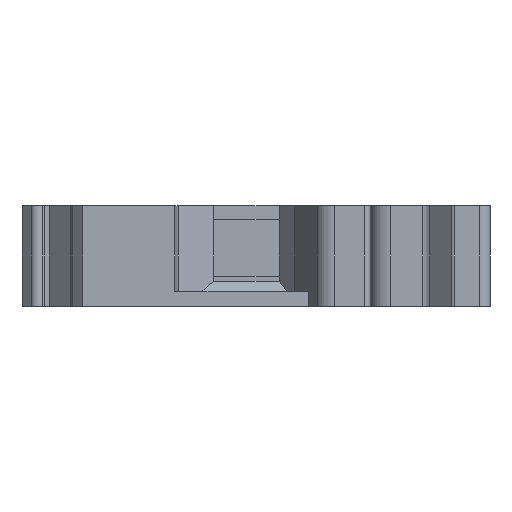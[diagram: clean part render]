
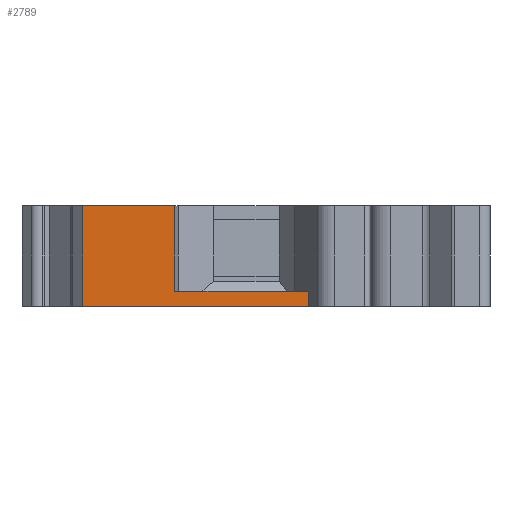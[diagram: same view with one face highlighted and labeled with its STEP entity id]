
A CAD part, left-side view. The second image highlights one B-rep face of the part: STEP entity #2789.
In plain terms, the highlighted planar face has unit normal (-1, 0, 0).
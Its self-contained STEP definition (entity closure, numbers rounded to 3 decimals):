
#326=ORIENTED_EDGE('',*,*,#1012,.F.);
#327=ORIENTED_EDGE('',*,*,#1142,.T.);
#328=ORIENTED_EDGE('',*,*,#1143,.F.);
#329=ORIENTED_EDGE('',*,*,#1144,.F.);
#330=ORIENTED_EDGE('',*,*,#1129,.T.);
#331=ORIENTED_EDGE('',*,*,#1145,.T.);
#1012=EDGE_CURVE('',#1429,#1430,#1704,.T.);
#1129=EDGE_CURVE('',#1535,#1534,#1789,.T.);
#1142=EDGE_CURVE('',#1429,#1546,#1800,.T.);
#1143=EDGE_CURVE('',#1547,#1546,#1801,.T.);
#1144=EDGE_CURVE('',#1535,#1547,#1802,.T.);
#1145=EDGE_CURVE('',#1534,#1430,#1803,.T.);
#1429=VERTEX_POINT('',#4031);
#1430=VERTEX_POINT('',#4033);
#1534=VERTEX_POINT('',#4261);
#1535=VERTEX_POINT('',#4263);
#1546=VERTEX_POINT('',#4289);
#1547=VERTEX_POINT('',#4291);
#1704=LINE('',#4032,#2045);
#1789=LINE('',#4262,#2130);
#1800=LINE('',#4288,#2141);
#1801=LINE('',#4290,#2142);
#1802=LINE('',#4292,#2143);
#1803=LINE('',#4293,#2144);
#2045=VECTOR('',#3221,1000.);
#2130=VECTOR('',#3386,1000.);
#2141=VECTOR('',#3405,1000.);
#2142=VECTOR('',#3406,1000.);
#2143=VECTOR('',#3407,1000.);
#2144=VECTOR('',#3408,1000.);
#2376=EDGE_LOOP('',(#326,#327,#328,#329,#330,#331));
#2529=FACE_BOUND('',#2376,.T.);
#2677=PLANE('',#2990);
#2789=ADVANCED_FACE('',(#2529),#2677,.T.);
#2990=AXIS2_PLACEMENT_3D('',#4287,#3403,#3404);
#3221=DIRECTION('',(0.,-1.,0.));
#3386=DIRECTION('',(0.,-1.,0.));
#3403=DIRECTION('',(-1.,0.,0.));
#3404=DIRECTION('',(0.,0.,1.));
#3405=DIRECTION('',(0.,0.,1.));
#3406=DIRECTION('',(0.,-1.,0.));
#3407=DIRECTION('',(0.,0.,1.));
#3408=DIRECTION('',(0.,0.,1.));
#4031=CARTESIAN_POINT('',(-19.795,-9.157,-8.5));
#4032=CARTESIAN_POINT('',(-19.795,0.,-8.5));
#4033=CARTESIAN_POINT('',(-19.795,-22.393,-8.5));
#4261=CARTESIAN_POINT('',(-19.795,-22.393,-10.));
#4262=CARTESIAN_POINT('',(-19.795,0.,-10.));
#4263=CARTESIAN_POINT('',(-19.795,0.,-10.));
#4287=CARTESIAN_POINT('',(-19.795,0.,-10.));
#4288=CARTESIAN_POINT('',(-19.795,-9.157,-7.5));
#4289=CARTESIAN_POINT('',(-19.795,-9.157,0.));
#4290=CARTESIAN_POINT('',(-19.795,0.,0.));
#4291=CARTESIAN_POINT('',(-19.795,0.,0.));
#4292=CARTESIAN_POINT('',(-19.795,0.,-10.));
#4293=CARTESIAN_POINT('',(-19.795,-22.393,-10.));
